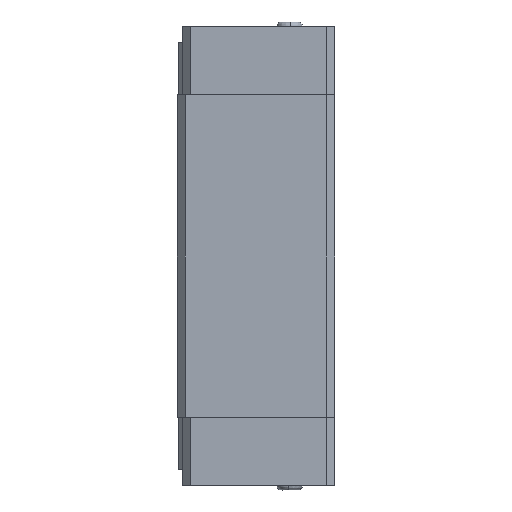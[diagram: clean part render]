
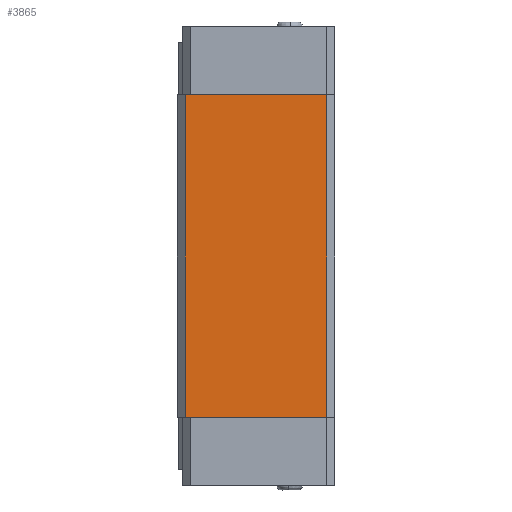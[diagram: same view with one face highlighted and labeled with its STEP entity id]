
A CAD part, left-side view. The second image highlights one B-rep face of the part: STEP entity #3865.
In plain terms, the highlighted planar face has unit normal (-1, 0, 0).
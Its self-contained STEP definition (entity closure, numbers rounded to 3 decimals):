
#3447 = VERTEX_POINT ( 'NONE', #10764 ) ;
#3561 = VERTEX_POINT ( 'NONE', #11046 ) ;
#3565 = EDGE_CURVE ( 'NONE', #3447, #3561, #11069, .T. ) ;
#3865 = ADVANCED_FACE ( 'NONE', ( #11763 ), #11766, .T. ) ;
#3866 = EDGE_LOOP ( 'NONE', ( #3956, #3884, #3886, #3925 ) ) ;
#3884 = ORIENTED_EDGE ( 'NONE', *, *, #3565, .T. ) ;
#3886 = ORIENTED_EDGE ( 'NONE', *, *, #3887, .T. ) ;
#3887 = EDGE_CURVE ( 'NONE', #3561, #3889, #11783, .T. ) ;
#3889 = VERTEX_POINT ( 'NONE', #11779 ) ;
#3925 = ORIENTED_EDGE ( 'NONE', *, *, #3927, .F. ) ;
#3927 = EDGE_CURVE ( 'NONE', #3959, #3889, #11862, .T. ) ;
#3956 = ORIENTED_EDGE ( 'NONE', *, *, #3958, .F. ) ;
#3958 = EDGE_CURVE ( 'NONE', #3447, #3959, #11897, .T. ) ;
#3959 = VERTEX_POINT ( 'NONE', #11893 ) ;
#10764 = CARTESIAN_POINT ( 'NONE',  ( -17., -1., 39.8 ) ) ;
#11046 = CARTESIAN_POINT ( 'NONE',  ( -17., -1., 0. ) ) ;
#11066 = DIRECTION ( 'NONE',  ( 0., 0., -1. ) ) ;
#11067 = VECTOR ( 'NONE', #11066, 1000. ) ;
#11068 = CARTESIAN_POINT ( 'NONE',  ( -17., -1., 0. ) ) ;
#11069 = LINE ( 'NONE', #11068, #11067 ) ;
#11754 = DIRECTION ( 'NONE',  ( 0., -1., 0. ) ) ;
#11755 = DIRECTION ( 'NONE',  ( -1., 0., 0. ) ) ;
#11756 = AXIS2_PLACEMENT_3D ( 'NONE', #11764, #11755, #11754 ) ;
#11763 = FACE_OUTER_BOUND ( 'NONE', #3866, .T. ) ;
#11764 = CARTESIAN_POINT ( 'NONE',  ( -17., -1., 0. ) ) ;
#11766 = PLANE ( 'NONE',  #11756 ) ;
#11779 = CARTESIAN_POINT ( 'NONE',  ( -17., -18.5, 0. ) ) ;
#11780 = DIRECTION ( 'NONE',  ( 0., -1., 0. ) ) ;
#11781 = VECTOR ( 'NONE', #11780, 1000. ) ;
#11782 = CARTESIAN_POINT ( 'NONE',  ( -17., 0., 0. ) ) ;
#11783 = LINE ( 'NONE', #11782, #11781 ) ;
#11859 = DIRECTION ( 'NONE',  ( 0., 0., -1. ) ) ;
#11860 = VECTOR ( 'NONE', #11859, 1000. ) ;
#11861 = CARTESIAN_POINT ( 'NONE',  ( -17., -18.5, 0. ) ) ;
#11862 = LINE ( 'NONE', #11861, #11860 ) ;
#11893 = CARTESIAN_POINT ( 'NONE',  ( -17., -18.5, 39.8 ) ) ;
#11894 = DIRECTION ( 'NONE',  ( 0., -1., 0. ) ) ;
#11895 = VECTOR ( 'NONE', #11894, 1000. ) ;
#11896 = CARTESIAN_POINT ( 'NONE',  ( -17., 0., 39.8 ) ) ;
#11897 = LINE ( 'NONE', #11896, #11895 ) ;
